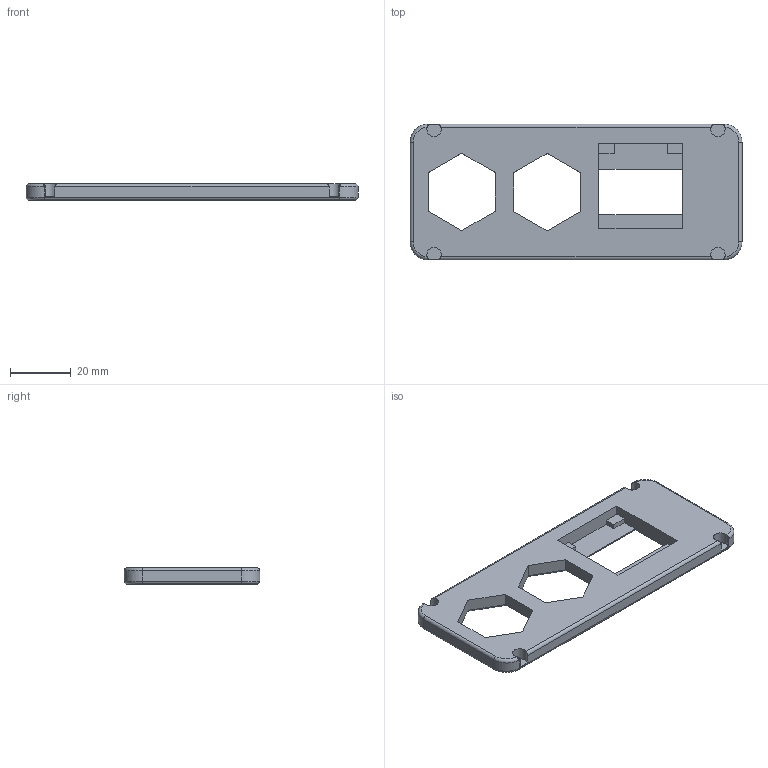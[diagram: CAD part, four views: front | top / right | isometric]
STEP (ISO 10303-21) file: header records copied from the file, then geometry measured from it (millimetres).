
FILE_DESCRIPTION(/* description */ (''),/* implementation_level */ '2;1');
FILE_NAME(/* name */ 'VoronFrontScreen.step',/* time_stamp */ '2022-07-22T13:14:51+02:00',/* author */ (''),/* organization */ (''),/* preprocessor_version */ 'ST-DEVELOPER v18.1',/* originating_system */ 'Autodesk Translation Framework v10.14.0.1471',/* authorisation */ '');
FILE_SCHEMA (('AUTOMOTIVE_DESIGN { 1 0 10303 214 3 1 1 }'));
Length unit declared in the file: millimetre
Products named in the file (1): VoronFrontScreen
Bounding box: 109 x 44.6 x 5.3 mm (x, y, z)
Volume: 16946.1 mm3; surface area: 9926.1 mm2
Topology: 1 solids, 1 shells, 95 faces, 238 edges, 148 vertices
Faces by surface type: plane 63, cylinder 20, torus 12
Entity records: 2907 total; most frequent: CARTESIAN_POINT 588, ORIENTED_EDGE 476, DIRECTION 466, EDGE_CURVE 238, LINE 178, VECTOR 178, VERTEX_POINT 148, AXIS2_PLACEMENT_3D 144
